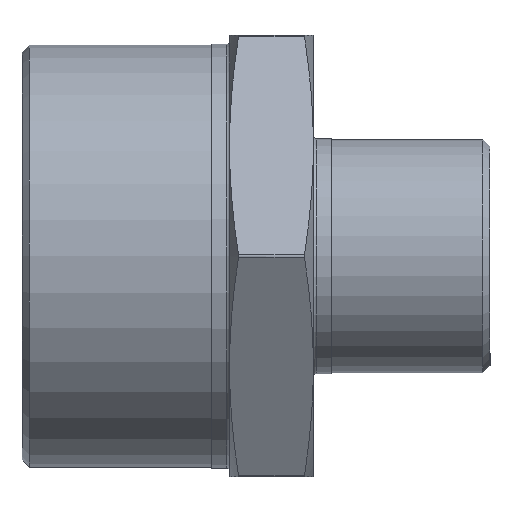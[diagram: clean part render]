
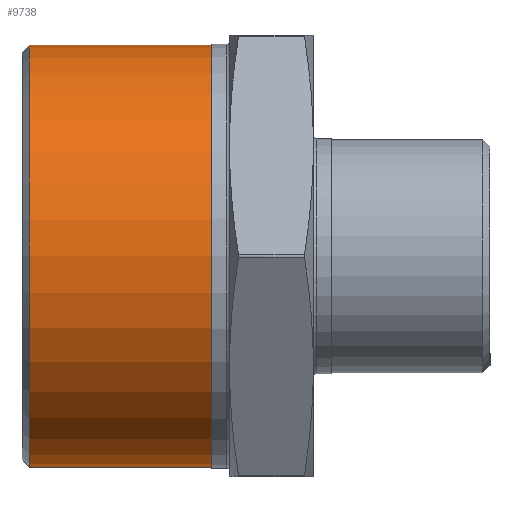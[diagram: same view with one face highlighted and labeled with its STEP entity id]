
A CAD part, front view. The second image highlights one B-rep face of the part: STEP entity #9738.
In plain terms, the highlighted cylindrical face has radius 23.901 mm (diameter 47.803 mm), a full revolution.
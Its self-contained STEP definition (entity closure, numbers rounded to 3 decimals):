
#2295 = EDGE_LOOP ( 'NONE', ( #7522 ) ) ;
#2311 = EDGE_LOOP ( 'NONE', ( #7449 ) ) ;
#5337 = FACE_OUTER_BOUND ( 'NONE', #2295, .T. ) ;
#5339 = DIRECTION ( 'NONE',  ( -1., 0., 0. ) ) ;
#5340 = FACE_OUTER_BOUND ( 'NONE', #2311, .T. ) ;
#5381 = CARTESIAN_POINT ( 'NONE',  ( 0., 0., 0. ) ) ;
#5396 = CYLINDRICAL_SURFACE ( 'NONE', #10722, 23.901 ) ;
#5400 = DIRECTION ( 'NONE',  ( 0., 0., 1. ) ) ;
#6568 = VERTEX_POINT ( 'NONE', #6599 ) ;
#6599 = CARTESIAN_POINT ( 'NONE',  ( -27.425, 0., 23.901 ) ) ;
#6605 = CARTESIAN_POINT ( 'NONE',  ( -6.75, 0., 23.901 ) ) ;
#6629 = VERTEX_POINT ( 'NONE', #6605 ) ;
#7449 = ORIENTED_EDGE ( 'NONE', *, *, #10115, .F. ) ;
#7522 = ORIENTED_EDGE ( 'NONE', *, *, #10083, .T. ) ;
#8591 = DIRECTION ( 'NONE',  ( -1., 0., 0. ) ) ;
#8595 = CARTESIAN_POINT ( 'NONE',  ( -6.75, 0., 0. ) ) ;
#8606 = DIRECTION ( 'NONE',  ( 0., 0., 1. ) ) ;
#8757 = CARTESIAN_POINT ( 'NONE',  ( -27.425, 0., 0. ) ) ;
#8758 = DIRECTION ( 'NONE',  ( 0., 0., 1. ) ) ;
#8767 = DIRECTION ( 'NONE',  ( -1., 0., 0. ) ) ;
#9738 = ADVANCED_FACE ( 'NONE', ( #5337, #5340 ), #5396, .T. ) ;
#10083 = EDGE_CURVE ( 'NONE', #6629, #6629, #11560, .T. ) ;
#10115 = EDGE_CURVE ( 'NONE', #6568, #6568, #11628, .T. ) ;
#10722 = AXIS2_PLACEMENT_3D ( 'NONE', #5381, #5339, #5400 ) ;
#11511 = AXIS2_PLACEMENT_3D ( 'NONE', #8595, #8591, #8606 ) ;
#11560 = CIRCLE ( 'NONE', #11511, 23.901 ) ;
#11591 = AXIS2_PLACEMENT_3D ( 'NONE', #8757, #8767, #8758 ) ;
#11628 = CIRCLE ( 'NONE', #11591, 23.901 ) ;
